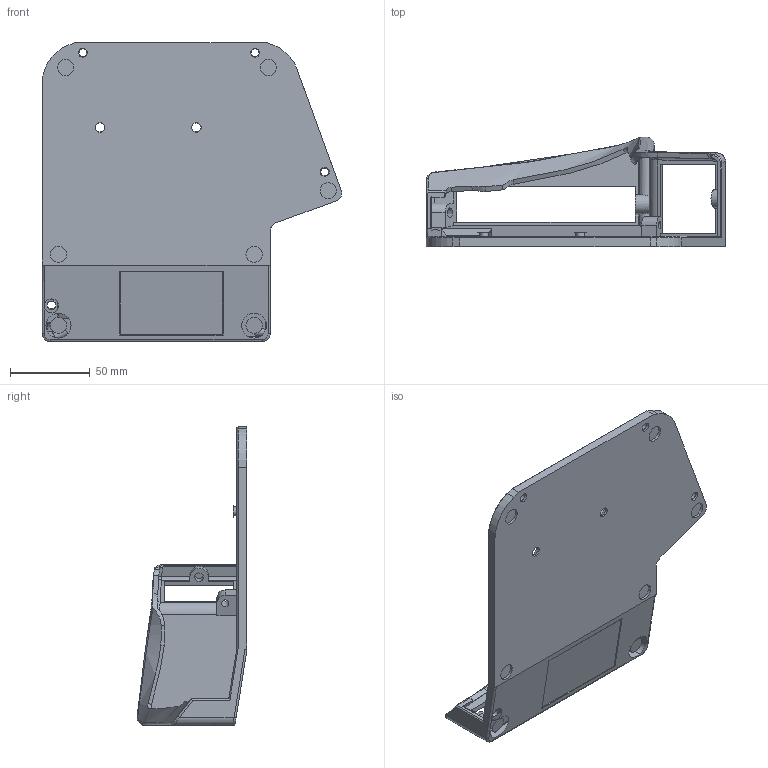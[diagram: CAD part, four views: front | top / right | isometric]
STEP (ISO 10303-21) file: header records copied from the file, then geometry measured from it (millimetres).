
FILE_DESCRIPTION(('FreeCAD Model'),'2;1');
FILE_NAME('Open CASCADE Shape Model','2025-01-19T14:54:20',(''),(''), 'Open CASCADE STEP processor 7.6','FreeCAD','Unknown');
FILE_SCHEMA(('AUTOMOTIVE_DESIGN { 1 0 10303 214 1 1 1 1 }'));
Length unit declared in the file: millimetre
Products named in the file (1): BaseLeftEdited
Bounding box: 187.63 x 68.91 x 187.32 mm (x, y, z)
Volume: 220438.8 mm3; surface area: 90044.4 mm2
Topology: 1 solids, 1 shells, 196 faces, 498 edges, 317 vertices
Faces by surface type: plane 85, cylinder 50, bspline 42, cone 15, sphere 4
Full cylindrical faces by diameter (mm): 4.5 x1, 5.5 x1, 5.588 x7, 5.613 x2, 6 x2, 6.096 x2, 10.16 x7
Entity records: 18558 total; most frequent: CARTESIAN_POINT 9159, DIRECTION 1527, ORIENTED_EDGE 996, PCURVE 996, DEFINITIONAL_REPRESENTATION 996, LINE 914, VECTOR 914, EDGE_CURVE 498
